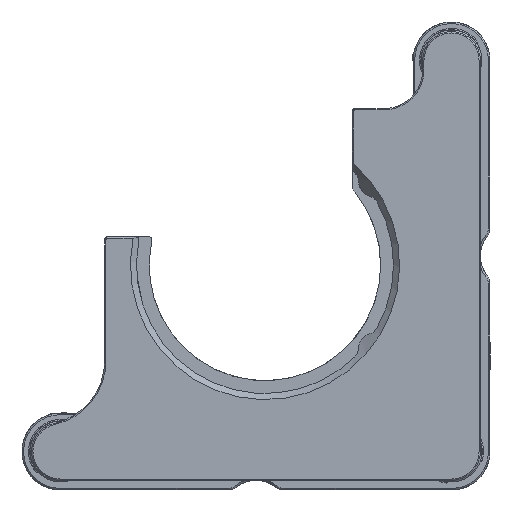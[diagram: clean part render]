
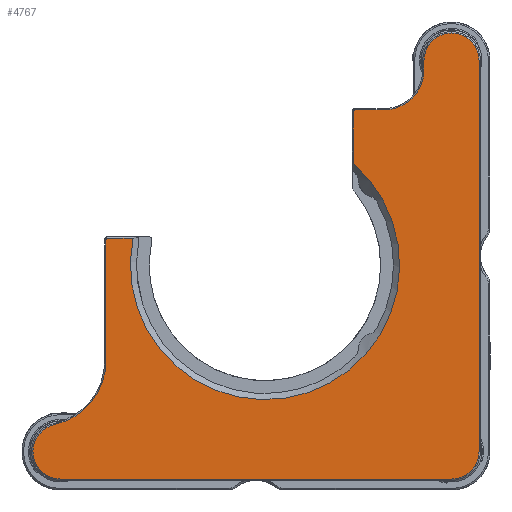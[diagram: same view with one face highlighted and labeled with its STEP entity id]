
A CAD part, left-side view. The second image highlights one B-rep face of the part: STEP entity #4767.
In plain terms, the highlighted planar face has unit normal (-1, 0, 0).
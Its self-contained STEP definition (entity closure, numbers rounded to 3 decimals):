
#61 = DIRECTION ( 'NONE',  ( 0., 0., 1. ) ) ;
#298 = CARTESIAN_POINT ( 'NONE',  ( -15.976, -31.817, 21.5 ) ) ;
#319 = AXIS2_PLACEMENT_3D ( 'NONE', #13270, #14849, #2571 ) ;
#357 = EDGE_CURVE ( 'NONE', #1039, #1163, #7739, .T. ) ;
#429 = VERTEX_POINT ( 'NONE', #11528 ) ;
#467 = AXIS2_PLACEMENT_3D ( 'NONE', #7228, #12536, #611 ) ;
#540 = EDGE_CURVE ( 'NONE', #4832, #1844, #15827, .T. ) ;
#611 = DIRECTION ( 'NONE',  ( 0., 0., 1. ) ) ;
#799 = CARTESIAN_POINT ( 'NONE',  ( -15.976, 22.084, 35.665 ) ) ;
#842 = AXIS2_PLACEMENT_3D ( 'NONE', #6218, #1072, #7610 ) ;
#946 = CARTESIAN_POINT ( 'NONE',  ( -15.976, -16.517, 66.429 ) ) ;
#959 = PLANE ( 'NONE',  #12198 ) ;
#1004 = ORIENTED_EDGE ( 'NONE', *, *, #12848, .T. ) ;
#1038 = CARTESIAN_POINT ( 'NONE',  ( -15.976, 33.483, 21.5 ) ) ;
#1039 = VERTEX_POINT ( 'NONE', #8526 ) ;
#1059 = EDGE_LOOP ( 'NONE', ( #7759, #7214, #14543, #16969, #12749, #1786, #4007, #13026, #10510, #10436, #10964, #8832, #1004, #7906, #8730, #6938, #13569 ) ) ;
#1072 = DIRECTION ( 'NONE',  ( -1., 0., 0. ) ) ;
#1086 = AXIS2_PLACEMENT_3D ( 'NONE', #2542, #6549, #13242 ) ;
#1160 = VERTEX_POINT ( 'NONE', #6005 ) ;
#1163 = VERTEX_POINT ( 'NONE', #946 ) ;
#1231 = DIRECTION ( 'NONE',  ( 0., 0., -1. ) ) ;
#1628 = LINE ( 'NONE', #6858, #5283 ) ;
#1638 = VECTOR ( 'NONE', #2287, 1000. ) ;
#1786 = ORIENTED_EDGE ( 'NONE', *, *, #9695, .T. ) ;
#1841 = LINE ( 'NONE', #9694, #5254 ) ;
#1844 = VERTEX_POINT ( 'NONE', #9953 ) ;
#1881 = EDGE_CURVE ( 'NONE', #2873, #10050, #1841, .T. ) ;
#1914 = CARTESIAN_POINT ( 'NONE',  ( -15.976, -1.317, 52. ) ) ;
#1957 = CARTESIAN_POINT ( 'NONE',  ( -15.976, -36.117, 21.5 ) ) ;
#1967 = AXIS2_PLACEMENT_3D ( 'NONE', #14593, #12248, #61 ) ;
#1984 = LINE ( 'NONE', #9920, #3076 ) ;
#2287 = DIRECTION ( 'NONE',  ( 0., 0., -1. ) ) ;
#2461 = AXIS2_PLACEMENT_3D ( 'NONE', #4346, #9678, #2958 ) ;
#2534 = LINE ( 'NONE', #3687, #3868 ) ;
#2542 = CARTESIAN_POINT ( 'NONE',  ( -15.976, -16.817, 74.5 ) ) ;
#2571 = DIRECTION ( 'NONE',  ( 0., 0., 1. ) ) ;
#2624 = EDGE_CURVE ( 'NONE', #12153, #1160, #5173, .T. ) ;
#2735 = LINE ( 'NONE', #6762, #15704 ) ;
#2873 = VERTEX_POINT ( 'NONE', #1957 ) ;
#2958 = DIRECTION ( 'NONE',  ( 0., 0., 1. ) ) ;
#3076 = VECTOR ( 'NONE', #5912, 1000. ) ;
#3114 = VERTEX_POINT ( 'NONE', #11853 ) ;
#3226 = CARTESIAN_POINT ( 'NONE',  ( -15.976, -16.817, 74.8 ) ) ;
#3390 = CIRCLE ( 'NONE', #16182, 0.3 ) ;
#3463 = CARTESIAN_POINT ( 'NONE',  ( -15.976, -31.817, 82.5 ) ) ;
#3596 = CARTESIAN_POINT ( 'NONE',  ( -15.976, -27.517, 81. ) ) ;
#3687 = CARTESIAN_POINT ( 'NONE',  ( -15.976, -16.517, 65.55 ) ) ;
#3865 = CARTESIAN_POINT ( 'NONE',  ( -15.976, -31.817, 86.8 ) ) ;
#3868 = VECTOR ( 'NONE', #1231, 1000. ) ;
#3932 = AXIS2_PLACEMENT_3D ( 'NONE', #3463, #16699, #6067 ) ;
#4007 = ORIENTED_EDGE ( 'NONE', *, *, #2624, .T. ) ;
#4346 = CARTESIAN_POINT ( 'NONE',  ( -15.976, -21.317, 81. ) ) ;
#4663 = EDGE_CURVE ( 'NONE', #15400, #14612, #17211, .T. ) ;
#4767 = ADVANCED_FACE ( 'NONE', ( #12800 ), #959, .T. ) ;
#4832 = VERTEX_POINT ( 'NONE', #3226 ) ;
#5173 = CIRCLE ( 'NONE', #467, 4.3 ) ;
#5254 = VECTOR ( 'NONE', #8467, 1000. ) ;
#5283 = VECTOR ( 'NONE', #8250, 1000. ) ;
#5330 = DIRECTION ( 'NONE',  ( 0., 0., 1. ) ) ;
#5700 = LINE ( 'NONE', #6200, #14484 ) ;
#5730 = EDGE_CURVE ( 'NONE', #3114, #11648, #2735, .T. ) ;
#5912 = DIRECTION ( 'NONE',  ( 0., 1., 0. ) ) ;
#5965 = VERTEX_POINT ( 'NONE', #7793 ) ;
#6005 = CARTESIAN_POINT ( 'NONE',  ( -15.976, 29.183, 17.2 ) ) ;
#6067 = DIRECTION ( 'NONE',  ( 0., 0., 1. ) ) ;
#6190 = DIRECTION ( 'NONE',  ( 0., 0., 1. ) ) ;
#6200 = CARTESIAN_POINT ( 'NONE',  ( -15.976, 21.784, 54.8 ) ) ;
#6218 = CARTESIAN_POINT ( 'NONE',  ( -15.976, -2.717, 50.6 ) ) ;
#6316 = VERTEX_POINT ( 'NONE', #15438 ) ;
#6385 = AXIS2_PLACEMENT_3D ( 'NONE', #11844, #14469, #5330 ) ;
#6549 = DIRECTION ( 'NONE',  ( -1., 0., 0. ) ) ;
#6762 = CARTESIAN_POINT ( 'NONE',  ( -15.976, 22.084, 35.665 ) ) ;
#6858 = CARTESIAN_POINT ( 'NONE',  ( -15.976, -31.817, 17.2 ) ) ;
#6938 = ORIENTED_EDGE ( 'NONE', *, *, #540, .T. ) ;
#7155 = DIRECTION ( 'NONE',  ( 0., 0., 1. ) ) ;
#7214 = ORIENTED_EDGE ( 'NONE', *, *, #14353, .T. ) ;
#7228 = CARTESIAN_POINT ( 'NONE',  ( -15.976, 29.183, 21.5 ) ) ;
#7360 = CARTESIAN_POINT ( 'NONE',  ( -15.976, 21.784, 54.8 ) ) ;
#7610 = DIRECTION ( 'NONE',  ( 0., 0., 1. ) ) ;
#7739 = CIRCLE ( 'NONE', #842, 21. ) ;
#7759 = ORIENTED_EDGE ( 'NONE', *, *, #357, .F. ) ;
#7793 = CARTESIAN_POINT ( 'NONE',  ( -15.976, -31.817, 17.2 ) ) ;
#7906 = ORIENTED_EDGE ( 'NONE', *, *, #4663, .T. ) ;
#8250 = DIRECTION ( 'NONE',  ( 0., -1., 0. ) ) ;
#8306 = EDGE_CURVE ( 'NONE', #14612, #4832, #1984, .T. ) ;
#8467 = DIRECTION ( 'NONE',  ( 0., 0., 1. ) ) ;
#8526 = CARTESIAN_POINT ( 'NONE',  ( -15.976, 17.859, 54.8 ) ) ;
#8602 = EDGE_CURVE ( 'NONE', #11648, #6316, #9206, .T. ) ;
#8730 = ORIENTED_EDGE ( 'NONE', *, *, #8306, .T. ) ;
#8832 = ORIENTED_EDGE ( 'NONE', *, *, #16289, .T. ) ;
#9182 = CARTESIAN_POINT ( 'NONE',  ( -15.976, -27.517, 81. ) ) ;
#9206 = CIRCLE ( 'NONE', #319, 10.2 ) ;
#9372 = EDGE_CURVE ( 'NONE', #1160, #5965, #1628, .T. ) ;
#9678 = DIRECTION ( 'NONE',  ( 1., 0., 0. ) ) ;
#9687 = CARTESIAN_POINT ( 'NONE',  ( -15.976, 21.784, 54.5 ) ) ;
#9694 = CARTESIAN_POINT ( 'NONE',  ( -15.976, -36.117, 82.5 ) ) ;
#9695 = EDGE_CURVE ( 'NONE', #6316, #12153, #11419, .T. ) ;
#9920 = CARTESIAN_POINT ( 'NONE',  ( -15.976, -16.817, 74.8 ) ) ;
#9953 = CARTESIAN_POINT ( 'NONE',  ( -15.976, -16.517, 74.5 ) ) ;
#10050 = VERTEX_POINT ( 'NONE', #16858 ) ;
#10157 = VERTEX_POINT ( 'NONE', #3865 ) ;
#10327 = EDGE_CURVE ( 'NONE', #5965, #2873, #12827, .T. ) ;
#10436 = ORIENTED_EDGE ( 'NONE', *, *, #1881, .T. ) ;
#10510 = ORIENTED_EDGE ( 'NONE', *, *, #10327, .T. ) ;
#10628 = EDGE_CURVE ( 'NONE', #16818, #3114, #3390, .T. ) ;
#10964 = ORIENTED_EDGE ( 'NONE', *, *, #12967, .T. ) ;
#11419 = CIRCLE ( 'NONE', #1967, 4.3 ) ;
#11528 = CARTESIAN_POINT ( 'NONE',  ( -15.976, -27.517, 82.5 ) ) ;
#11648 = VERTEX_POINT ( 'NONE', #799 ) ;
#11663 = CIRCLE ( 'NONE', #6385, 4.3 ) ;
#11844 = CARTESIAN_POINT ( 'NONE',  ( -15.976, -31.817, 82.5 ) ) ;
#11853 = CARTESIAN_POINT ( 'NONE',  ( -15.976, 22.084, 54.5 ) ) ;
#12153 = VERTEX_POINT ( 'NONE', #1038 ) ;
#12198 = AXIS2_PLACEMENT_3D ( 'NONE', #1914, #14192, #6190 ) ;
#12248 = DIRECTION ( 'NONE',  ( -1., 0., 0. ) ) ;
#12312 = DIRECTION ( 'NONE',  ( 0., 0., 1. ) ) ;
#12536 = DIRECTION ( 'NONE',  ( -1., 0., 0. ) ) ;
#12552 = DIRECTION ( 'NONE',  ( -1., 0., 0. ) ) ;
#12749 = ORIENTED_EDGE ( 'NONE', *, *, #8602, .T. ) ;
#12800 = FACE_OUTER_BOUND ( 'NONE', #1059, .T. ) ;
#12827 = CIRCLE ( 'NONE', #16456, 4.3 ) ;
#12848 = EDGE_CURVE ( 'NONE', #429, #15400, #14046, .T. ) ;
#12967 = EDGE_CURVE ( 'NONE', #10050, #10157, #11663, .T. ) ;
#12968 = EDGE_CURVE ( 'NONE', #1844, #1163, #2534, .T. ) ;
#13026 = ORIENTED_EDGE ( 'NONE', *, *, #9372, .T. ) ;
#13242 = DIRECTION ( 'NONE',  ( 0., 0., 1. ) ) ;
#13270 = CARTESIAN_POINT ( 'NONE',  ( -15.976, 32.284, 35.665 ) ) ;
#13569 = ORIENTED_EDGE ( 'NONE', *, *, #12968, .T. ) ;
#14046 = LINE ( 'NONE', #3596, #1638 ) ;
#14192 = DIRECTION ( 'NONE',  ( -1., 0., 0. ) ) ;
#14353 = EDGE_CURVE ( 'NONE', #1039, #16818, #5700, .T. ) ;
#14469 = DIRECTION ( 'NONE',  ( -1., 0., 0. ) ) ;
#14484 = VECTOR ( 'NONE', #15348, 1000. ) ;
#14543 = ORIENTED_EDGE ( 'NONE', *, *, #10628, .T. ) ;
#14593 = CARTESIAN_POINT ( 'NONE',  ( -15.976, 29.183, 21.5 ) ) ;
#14612 = VERTEX_POINT ( 'NONE', #16706 ) ;
#14670 = DIRECTION ( 'NONE',  ( 0., 0., -1. ) ) ;
#14849 = DIRECTION ( 'NONE',  ( 1., 0., 0. ) ) ;
#15348 = DIRECTION ( 'NONE',  ( 0., 1., 0. ) ) ;
#15358 = CIRCLE ( 'NONE', #3932, 4.3 ) ;
#15400 = VERTEX_POINT ( 'NONE', #9182 ) ;
#15438 = CARTESIAN_POINT ( 'NONE',  ( -15.976, 30.103, 25.701 ) ) ;
#15704 = VECTOR ( 'NONE', #14670, 1000. ) ;
#15827 = CIRCLE ( 'NONE', #1086, 0.3 ) ;
#16182 = AXIS2_PLACEMENT_3D ( 'NONE', #9687, #12552, #7155 ) ;
#16289 = EDGE_CURVE ( 'NONE', #10157, #429, #15358, .T. ) ;
#16322 = DIRECTION ( 'NONE',  ( -1., 0., 0. ) ) ;
#16456 = AXIS2_PLACEMENT_3D ( 'NONE', #298, #16322, #12312 ) ;
#16699 = DIRECTION ( 'NONE',  ( -1., 0., 0. ) ) ;
#16706 = CARTESIAN_POINT ( 'NONE',  ( -15.976, -21.317, 74.8 ) ) ;
#16818 = VERTEX_POINT ( 'NONE', #7360 ) ;
#16858 = CARTESIAN_POINT ( 'NONE',  ( -15.976, -36.117, 82.5 ) ) ;
#16969 = ORIENTED_EDGE ( 'NONE', *, *, #5730, .T. ) ;
#17211 = CIRCLE ( 'NONE', #2461, 6.2 ) ;
